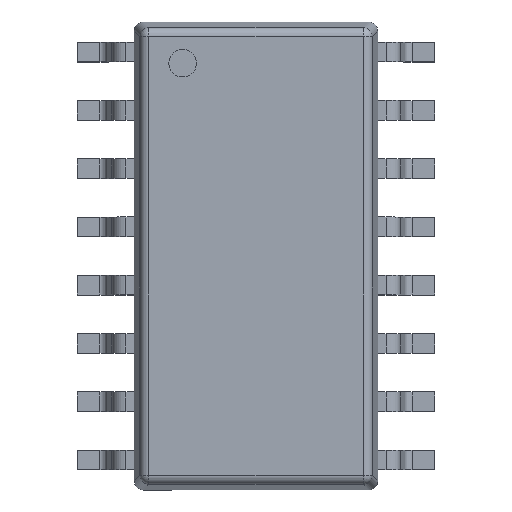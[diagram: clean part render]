
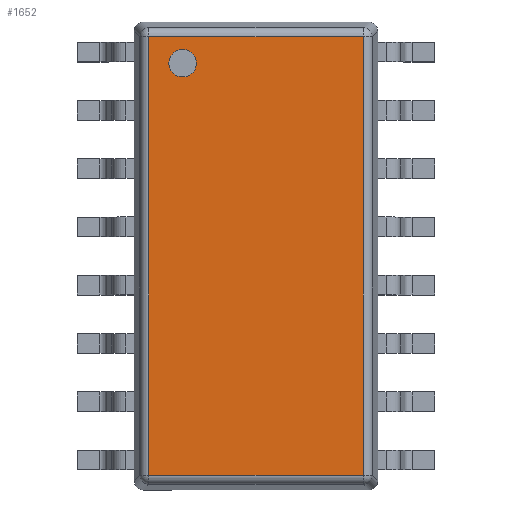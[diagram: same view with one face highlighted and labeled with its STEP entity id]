
A CAD part, top view. The second image highlights one B-rep face of the part: STEP entity #1652.
In plain terms, the highlighted face is planar.
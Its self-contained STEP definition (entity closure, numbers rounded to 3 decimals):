
#545=DIRECTION('',(-1.,0.,0.));
#546=VECTOR('',#545,9.565);
#547=CARTESIAN_POINT('',(4.782,0.85,-2.332));
#548=LINE('',#547,#546);
#559=CARTESIAN_POINT('',(-4.2,0.85,1.6));
#560=DIRECTION('',(0.,1.,0.));
#561=DIRECTION('',(1.,0.,0.));
#562=AXIS2_PLACEMENT_3D('',#559,#560,#561);
#567=CARTESIAN_POINT('',(-4.2,0.85,1.6));
#568=DIRECTION('',(0.,1.,0.));
#569=DIRECTION('',(-1.,0.,0.));
#570=AXIS2_PLACEMENT_3D('',#567,#568,#569);
#575=DIRECTION('',(1.,0.,0.));
#576=VECTOR('',#575,9.565);
#577=CARTESIAN_POINT('',(-4.782,0.85,2.332));
#578=LINE('',#577,#576);
#1074=DIRECTION('',(0.,0.,1.));
#1075=VECTOR('',#1074,4.665);
#1076=CARTESIAN_POINT('',(-4.782,0.85,-2.332));
#1077=LINE('',#1076,#1075);
#1088=DIRECTION('',(0.,0.,-1.));
#1089=VECTOR('',#1088,4.665);
#1090=CARTESIAN_POINT('',(4.782,0.85,2.332));
#1091=LINE('',#1090,#1089);
#1156=CARTESIAN_POINT('',(4.782,0.85,2.332));
#1157=CARTESIAN_POINT('',(4.782,0.85,-2.332));
#1158=VERTEX_POINT('',#1156);
#1159=VERTEX_POINT('',#1157);
#1164=CARTESIAN_POINT('',(-4.782,0.85,-2.332));
#1165=VERTEX_POINT('',#1164);
#1170=CARTESIAN_POINT('',(-4.782,0.85,2.332));
#1171=VERTEX_POINT('',#1170);
#1272=CARTESIAN_POINT('',(-3.9,0.85,1.6));
#1273=CARTESIAN_POINT('',(-4.5,0.85,1.6));
#1274=VERTEX_POINT('',#1272);
#1275=VERTEX_POINT('',#1273);
#1632=CARTESIAN_POINT('',(0.,0.85,0.));
#1633=DIRECTION('',(0.,1.,0.));
#1634=DIRECTION('',(1.,0.,0.));
#1635=AXIS2_PLACEMENT_3D('',#1632,#1633,#1634);
#1636=PLANE('',#1635);
#1638=ORIENTED_EDGE('',*,*,#1637,.F.);
#1640=ORIENTED_EDGE('',*,*,#1639,.F.);
#1641=ORIENTED_EDGE('',*,*,#1623,.F.);
#1643=ORIENTED_EDGE('',*,*,#1642,.F.);
#1644=EDGE_LOOP('',(#1638,#1640,#1641,#1643));
#1645=FACE_OUTER_BOUND('',#1644,.F.);
#1647=ORIENTED_EDGE('',*,*,#1646,.T.);
#1649=ORIENTED_EDGE('',*,*,#1648,.T.);
#1650=EDGE_LOOP('',(#1647,#1649));
#1651=FACE_BOUND('',#1650,.F.);
#563=CIRCLE('',#562,0.3);
#571=CIRCLE('',#570,0.3);
#1623=EDGE_CURVE('',#1159,#1165,#548,.T.);
#1637=EDGE_CURVE('',#1171,#1158,#578,.T.);
#1639=EDGE_CURVE('',#1165,#1171,#1077,.T.);
#1642=EDGE_CURVE('',#1158,#1159,#1091,.T.);
#1646=EDGE_CURVE('',#1274,#1275,#563,.T.);
#1648=EDGE_CURVE('',#1275,#1274,#571,.T.);
#1652=ADVANCED_FACE('',(#1645,#1651),#1636,.T.);
